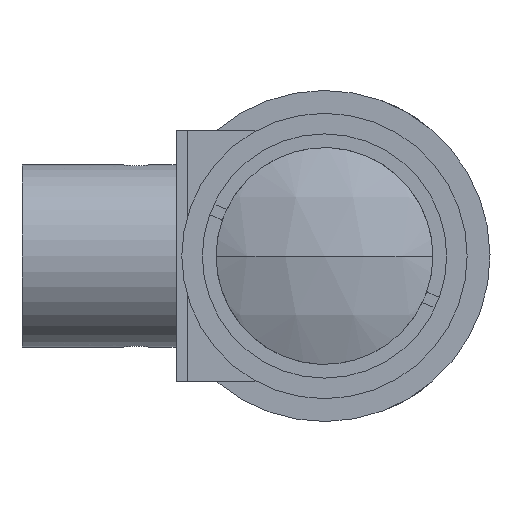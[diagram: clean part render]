
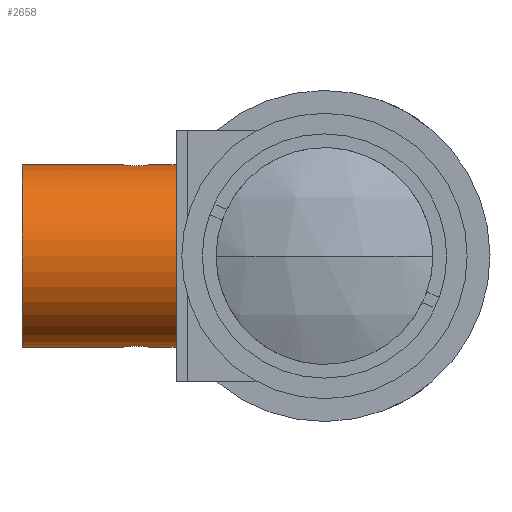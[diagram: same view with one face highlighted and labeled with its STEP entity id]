
A CAD part, left-side view. The second image highlights one B-rep face of the part: STEP entity #2658.
In plain terms, the highlighted cylindrical face has radius 8 mm (diameter 16 mm), a partial arc.
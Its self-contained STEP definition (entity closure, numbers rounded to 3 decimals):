
#9 = CARTESIAN_POINT ( 'NONE',  ( 34.39, 16.419, -7.902 ) ) ;
#23 = CARTESIAN_POINT ( 'NONE',  ( 34.39, 16.664, -7.902 ) ) ;
#28 = CIRCLE ( 'NONE', #1102, 8. ) ;
#41 = CARTESIAN_POINT ( 'NONE',  ( 35.64, 17.75, -8. ) ) ;
#92 = ORIENTED_EDGE ( 'NONE', *, *, #3259, .T. ) ;
#94 = EDGE_CURVE ( 'NONE', #136, #3522, #438, .T. ) ;
#104 = CARTESIAN_POINT ( 'NONE',  ( 35.64, 13., 0. ) ) ;
#136 = VERTEX_POINT ( 'NONE', #806 ) ;
#144 = EDGE_CURVE ( 'NONE', #3522, #3206, #1913, .T. ) ;
#162 = CARTESIAN_POINT ( 'NONE',  ( 34.423, 16.828, -7.907 ) ) ;
#176 = ORIENTED_EDGE ( 'NONE', *, *, #541, .F. ) ;
#183 = CARTESIAN_POINT ( 'NONE',  ( 34.548, 17.129, -7.925 ) ) ;
#196 = DIRECTION ( 'NONE',  ( 0., 0., 1. ) ) ;
#211 = CARTESIAN_POINT ( 'NONE',  ( 34.641, 17.269, -7.938 ) ) ;
#228 = CARTESIAN_POINT ( 'NONE',  ( 34.871, 17.499, -7.964 ) ) ;
#244 = CARTESIAN_POINT ( 'NONE',  ( 35.01, 17.592, -7.977 ) ) ;
#268 = CARTESIAN_POINT ( 'NONE',  ( 35.312, 17.717, -7.995 ) ) ;
#293 = CARTESIAN_POINT ( 'NONE',  ( 35.475, 17.75, -8. ) ) ;
#298 = DIRECTION ( 'NONE',  ( 0., 1., 0. ) ) ;
#302 = DIRECTION ( 'NONE',  ( 0., -1., 0. ) ) ;
#337 = CARTESIAN_POINT ( 'NONE',  ( 35.64, 17.75, -8. ) ) ;
#430 = CARTESIAN_POINT ( 'NONE',  ( 35.64, 26.5, 0. ) ) ;
#438 = LINE ( 'NONE', #1533, #3472 ) ;
#490 = ORIENTED_EDGE ( 'NONE', *, *, #94, .T. ) ;
#501 = B_SPLINE_CURVE_WITH_KNOTS ( 'NONE', 3,
 ( #337, #293, #268, #244, #228, #211, #183, #162, #23, #9, #3473, #3049, #3774, #2744, #2578, #2275, #1957, #1909, #1855, #1970, #1739, #1681 ),
 .UNSPECIFIED., .F., .F.,
 ( 4, 2, 2, 2, 2, 2, 2, 2, 2, 2, 4 ),
 ( 0., 0., 0.001, 0.001, 0.002, 0.002, 0.002, 0.003, 0.003, 0.004, 0.004 ),
 .UNSPECIFIED. ) ;
#509 = EDGE_LOOP ( 'NONE', ( #176, #857, #1554, #2987, #490, #1877, #1998, #92 ) ) ;
#541 = EDGE_CURVE ( 'NONE', #1468, #864, #2269, .T. ) ;
#726 = LINE ( 'NONE', #874, #3777 ) ;
#795 = VECTOR ( 'NONE', #1842, 1000. ) ;
#806 = CARTESIAN_POINT ( 'NONE',  ( 35.64, 17.75, 8. ) ) ;
#857 = ORIENTED_EDGE ( 'NONE', *, *, #3742, .F. ) ;
#861 = DIRECTION ( 'NONE',  ( 0., 1., 0. ) ) ;
#864 = VERTEX_POINT ( 'NONE', #1005 ) ;
#874 = CARTESIAN_POINT ( 'NONE',  ( 35.64, 13., -8. ) ) ;
#982 = VERTEX_POINT ( 'NONE', #41 ) ;
#1004 = AXIS2_PLACEMENT_3D ( 'NONE', #104, #298, #196 ) ;
#1005 = CARTESIAN_POINT ( 'NONE',  ( 35.64, 15.25, -8. ) ) ;
#1007 = CARTESIAN_POINT ( 'NONE',  ( 35.64, 17.75, 8. ) ) ;
#1019 = CARTESIAN_POINT ( 'NONE',  ( 35.558, 17.75, 8. ) ) ;
#1045 = CARTESIAN_POINT ( 'NONE',  ( 35.475, 17.742, 7.999 ) ) ;
#1073 = CARTESIAN_POINT ( 'NONE',  ( 35.315, 17.71, 7.994 ) ) ;
#1102 = AXIS2_PLACEMENT_3D ( 'NONE', #3153, #3079, #3033 ) ;
#1107 = CARTESIAN_POINT ( 'NONE',  ( 35.237, 17.686, 7.99 ) ) ;
#1132 = CARTESIAN_POINT ( 'NONE',  ( 35.01, 17.592, 7.977 ) ) ;
#1145 = AXIS2_PLACEMENT_3D ( 'NONE', #430, #302, #2077 ) ;
#1189 = CARTESIAN_POINT ( 'NONE',  ( 35.64, 13., 8. ) ) ;
#1194 = B_SPLINE_CURVE_WITH_KNOTS ( 'NONE', 3,
 ( #2289, #2244, #1868, #1699, #1654, #1614, #1600, #1585, #1572, #1435, #1395, #1379, #1364, #1342, #1334, #1290, #1132, #1107, #1073, #1045, #1019, #1007 ),
 .UNSPECIFIED., .F., .F.,
 ( 4, 2, 2, 2, 2, 2, 2, 2, 2, 2, 4 ),
 ( 0., 0., 0.001, 0.001, 0.002, 0.002, 0.002, 0.003, 0.003, 0.004, 0.004 ),
 .UNSPECIFIED. ) ;
#1204 = CARTESIAN_POINT ( 'NONE',  ( 35.64, 15.25, 8. ) ) ;
#1290 = CARTESIAN_POINT ( 'NONE',  ( 34.873, 17.5, 7.964 ) ) ;
#1291 = DIRECTION ( 'NONE',  ( 0., 1., 0. ) ) ;
#1334 = CARTESIAN_POINT ( 'NONE',  ( 34.64, 17.267, 7.938 ) ) ;
#1342 = CARTESIAN_POINT ( 'NONE',  ( 34.548, 17.13, 7.925 ) ) ;
#1364 = CARTESIAN_POINT ( 'NONE',  ( 34.454, 16.903, 7.912 ) ) ;
#1372 = VERTEX_POINT ( 'NONE', #1204 ) ;
#1379 = CARTESIAN_POINT ( 'NONE',  ( 34.43, 16.825, 7.908 ) ) ;
#1395 = CARTESIAN_POINT ( 'NONE',  ( 34.398, 16.664, 7.903 ) ) ;
#1435 = CARTESIAN_POINT ( 'NONE',  ( 34.39, 16.581, 7.902 ) ) ;
#1468 = VERTEX_POINT ( 'NONE', #3021 ) ;
#1533 = CARTESIAN_POINT ( 'NONE',  ( 35.64, 13., 8. ) ) ;
#1554 = ORIENTED_EDGE ( 'NONE', *, *, #2211, .T. ) ;
#1572 = CARTESIAN_POINT ( 'NONE',  ( 34.39, 16.336, 7.902 ) ) ;
#1585 = CARTESIAN_POINT ( 'NONE',  ( 34.423, 16.172, 7.907 ) ) ;
#1593 = VERTEX_POINT ( 'NONE', #3730 ) ;
#1600 = CARTESIAN_POINT ( 'NONE',  ( 34.548, 15.871, 7.925 ) ) ;
#1609 = CYLINDRICAL_SURFACE ( 'NONE', #1004, 8. ) ;
#1614 = CARTESIAN_POINT ( 'NONE',  ( 34.641, 15.731, 7.938 ) ) ;
#1654 = CARTESIAN_POINT ( 'NONE',  ( 34.871, 15.501, 7.964 ) ) ;
#1681 = CARTESIAN_POINT ( 'NONE',  ( 35.64, 15.25, -8. ) ) ;
#1686 = CARTESIAN_POINT ( 'NONE',  ( 35.64, 26.5, -8. ) ) ;
#1699 = CARTESIAN_POINT ( 'NONE',  ( 35.01, 15.408, 7.977 ) ) ;
#1739 = CARTESIAN_POINT ( 'NONE',  ( 35.558, 15.25, -8. ) ) ;
#1842 = DIRECTION ( 'NONE',  ( 0., 1., 0. ) ) ;
#1855 = CARTESIAN_POINT ( 'NONE',  ( 35.315, 15.29, -7.994 ) ) ;
#1868 = CARTESIAN_POINT ( 'NONE',  ( 35.312, 15.283, 7.995 ) ) ;
#1877 = ORIENTED_EDGE ( 'NONE', *, *, #144, .T. ) ;
#1906 = CARTESIAN_POINT ( 'NONE',  ( 35.64, 26.5, 8. ) ) ;
#1909 = CARTESIAN_POINT ( 'NONE',  ( 35.237, 15.314, -7.99 ) ) ;
#1913 = CIRCLE ( 'NONE', #1145, 8. ) ;
#1957 = CARTESIAN_POINT ( 'NONE',  ( 35.01, 15.408, -7.977 ) ) ;
#1970 = CARTESIAN_POINT ( 'NONE',  ( 35.475, 15.258, -7.999 ) ) ;
#1998 = ORIENTED_EDGE ( 'NONE', *, *, #2235, .F. ) ;
#2058 = CARTESIAN_POINT ( 'NONE',  ( 35.64, 13., -8. ) ) ;
#2077 = DIRECTION ( 'NONE',  ( 0., 0., -1. ) ) ;
#2200 = DIRECTION ( 'NONE',  ( 0., 1., 0. ) ) ;
#2211 = EDGE_CURVE ( 'NONE', #1593, #1372, #2567, .T. ) ;
#2235 = EDGE_CURVE ( 'NONE', #982, #3206, #726, .T. ) ;
#2244 = CARTESIAN_POINT ( 'NONE',  ( 35.475, 15.25, 8. ) ) ;
#2269 = LINE ( 'NONE', #2058, #795 ) ;
#2275 = CARTESIAN_POINT ( 'NONE',  ( 34.873, 15.5, -7.964 ) ) ;
#2289 = CARTESIAN_POINT ( 'NONE',  ( 35.64, 15.25, 8. ) ) ;
#2465 = FACE_OUTER_BOUND ( 'NONE', #509, .T. ) ;
#2567 = LINE ( 'NONE', #1189, #3085 ) ;
#2578 = CARTESIAN_POINT ( 'NONE',  ( 34.64, 15.733, -7.938 ) ) ;
#2658 = ADVANCED_FACE ( 'NONE', ( #2465 ), #1609, .T. ) ;
#2744 = CARTESIAN_POINT ( 'NONE',  ( 34.548, 15.87, -7.925 ) ) ;
#2987 = ORIENTED_EDGE ( 'NONE', *, *, #3375, .T. ) ;
#3021 = CARTESIAN_POINT ( 'NONE',  ( 35.64, 13., -8. ) ) ;
#3033 = DIRECTION ( 'NONE',  ( 0., 0., -1. ) ) ;
#3049 = CARTESIAN_POINT ( 'NONE',  ( 34.43, 16.175, -7.908 ) ) ;
#3079 = DIRECTION ( 'NONE',  ( 0., -1., 0. ) ) ;
#3085 = VECTOR ( 'NONE', #1291, 1000. ) ;
#3153 = CARTESIAN_POINT ( 'NONE',  ( 35.64, 13., 0. ) ) ;
#3206 = VERTEX_POINT ( 'NONE', #1686 ) ;
#3259 = EDGE_CURVE ( 'NONE', #982, #864, #501, .T. ) ;
#3375 = EDGE_CURVE ( 'NONE', #1372, #136, #1194, .T. ) ;
#3472 = VECTOR ( 'NONE', #2200, 1000. ) ;
#3473 = CARTESIAN_POINT ( 'NONE',  ( 34.398, 16.336, -7.903 ) ) ;
#3522 = VERTEX_POINT ( 'NONE', #1906 ) ;
#3730 = CARTESIAN_POINT ( 'NONE',  ( 35.64, 13., 8. ) ) ;
#3742 = EDGE_CURVE ( 'NONE', #1593, #1468, #28, .T. ) ;
#3774 = CARTESIAN_POINT ( 'NONE',  ( 34.454, 16.097, -7.912 ) ) ;
#3777 = VECTOR ( 'NONE', #861, 1000. ) ;
